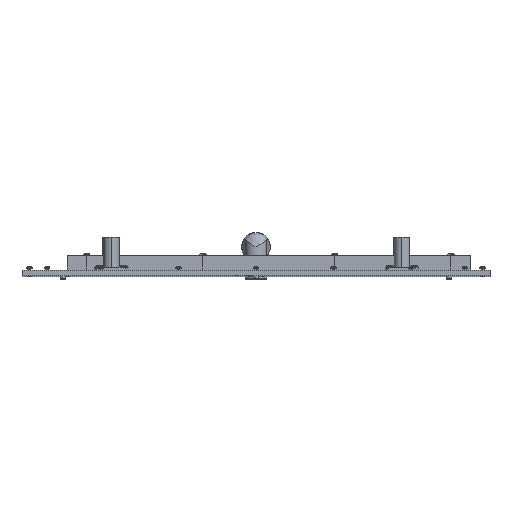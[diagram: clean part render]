
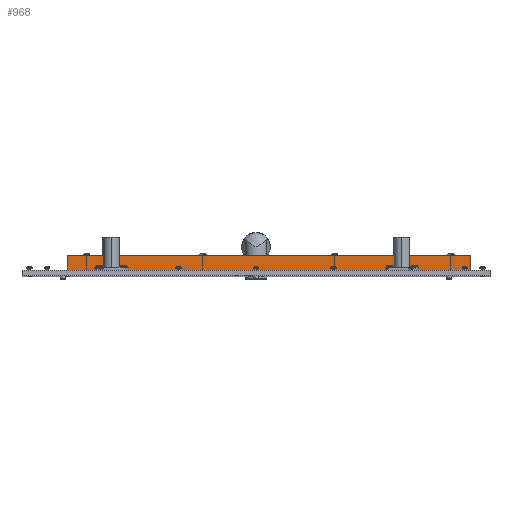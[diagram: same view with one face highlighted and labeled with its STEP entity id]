
A CAD part, top view. The second image highlights one B-rep face of the part: STEP entity #968.
In plain terms, the highlighted planar face has unit normal (0, 0, 1).
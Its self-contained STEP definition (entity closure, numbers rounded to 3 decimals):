
#102 = ORIENTED_EDGE ( 'NONE', *, *, #2724, .T. ) ;
#618 = CARTESIAN_POINT ( 'NONE',  ( -208., -7.5, 4. ) ) ;
#968 = ADVANCED_FACE ( 'NONE', ( #11710 ), #1632, .T. ) ;
#1632 = PLANE ( 'NONE',  #3427 ) ;
#1840 = DIRECTION ( 'NONE',  ( 0., 1., 0. ) ) ;
#1875 = DIRECTION ( 'NONE',  ( 1., 0., 0. ) ) ;
#2297 = VERTEX_POINT ( 'NONE', #12645 ) ;
#2330 = DIRECTION ( 'NONE',  ( -1., 0., 0. ) ) ;
#2724 = EDGE_CURVE ( 'NONE', #8858, #11318, #5310, .T. ) ;
#3427 = AXIS2_PLACEMENT_3D ( 'NONE', #6124, #10624, #9501 ) ;
#3560 = EDGE_CURVE ( 'NONE', #4676, #2297, #7519, .T. ) ;
#3702 = CARTESIAN_POINT ( 'NONE',  ( -208., 7.5, 4. ) ) ;
#4676 = VERTEX_POINT ( 'NONE', #13509 ) ;
#4767 = EDGE_LOOP ( 'NONE', ( #5830, #9733, #102, #11358 ) ) ;
#5310 = LINE ( 'NONE', #10679, #6752 ) ;
#5480 = DIRECTION ( 'NONE',  ( 0., -1., 0. ) ) ;
#5675 = CARTESIAN_POINT ( 'NONE',  ( 208., 7.5, 4. ) ) ;
#5785 = LINE ( 'NONE', #3702, #8250 ) ;
#5830 = ORIENTED_EDGE ( 'NONE', *, *, #3560, .T. ) ;
#6124 = CARTESIAN_POINT ( 'NONE',  ( -208., -7.5, 4. ) ) ;
#6752 = VECTOR ( 'NONE', #1840, 1000. ) ;
#6945 = CARTESIAN_POINT ( 'NONE',  ( 208., -7.5, 4. ) ) ;
#7478 = VECTOR ( 'NONE', #5480, 1000. ) ;
#7519 = LINE ( 'NONE', #13330, #7478 ) ;
#7835 = EDGE_CURVE ( 'NONE', #11318, #4676, #5785, .T. ) ;
#8250 = VECTOR ( 'NONE', #2330, 1000. ) ;
#8858 = VERTEX_POINT ( 'NONE', #6945 ) ;
#9501 = DIRECTION ( 'NONE',  ( 1., 0., 0. ) ) ;
#9733 = ORIENTED_EDGE ( 'NONE', *, *, #14245, .T. ) ;
#10227 = VECTOR ( 'NONE', #1875, 1000. ) ;
#10624 = DIRECTION ( 'NONE',  ( 0., 0., 1. ) ) ;
#10679 = CARTESIAN_POINT ( 'NONE',  ( 208., 7.5, 4. ) ) ;
#11318 = VERTEX_POINT ( 'NONE', #5675 ) ;
#11358 = ORIENTED_EDGE ( 'NONE', *, *, #7835, .T. ) ;
#11710 = FACE_OUTER_BOUND ( 'NONE', #4767, .T. ) ;
#12182 = LINE ( 'NONE', #618, #10227 ) ;
#12645 = CARTESIAN_POINT ( 'NONE',  ( -208., -7.5, 4. ) ) ;
#13330 = CARTESIAN_POINT ( 'NONE',  ( -208., 7.5, 4. ) ) ;
#13509 = CARTESIAN_POINT ( 'NONE',  ( -208., 7.5, 4. ) ) ;
#14245 = EDGE_CURVE ( 'NONE', #2297, #8858, #12182, .T. ) ;
